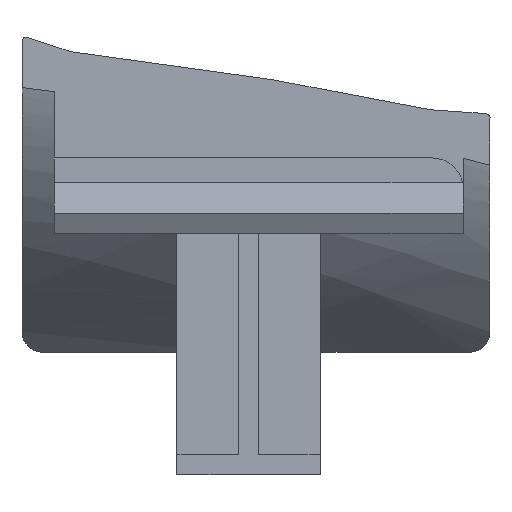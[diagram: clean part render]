
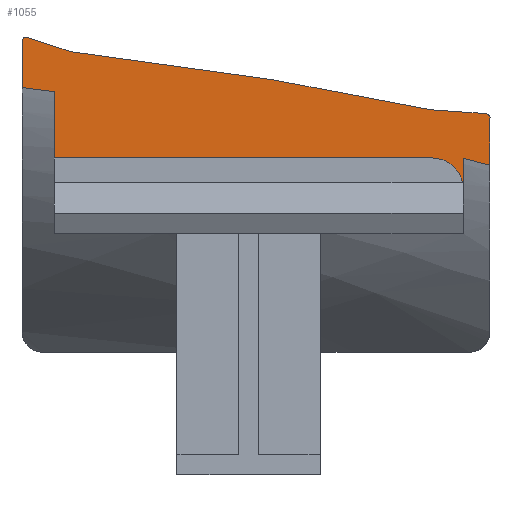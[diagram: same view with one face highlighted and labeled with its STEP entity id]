
A CAD part, front view. The second image highlights one B-rep face of the part: STEP entity #1055.
In plain terms, the highlighted planar face has unit normal (0, -1, 0).
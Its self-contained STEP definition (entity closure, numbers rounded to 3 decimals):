
#22=CIRCLE('',#1121,0.2);
#23=CIRCLE('',#1124,1.5);
#24=CIRCLE('',#1125,0.2);
#62=B_SPLINE_CURVE_WITH_KNOTS('',3,(#1810,#1811,#1812,#1813),
 .UNSPECIFIED.,.F.,.F.,(4,4),(-2.358,-2.308),
 .UNSPECIFIED.);
#63=B_SPLINE_CURVE_WITH_KNOTS('',3,(#1823,#1824,#1825,#1826,#1827,#1828),
 .UNSPECIFIED.,.F.,.F.,(4,2,4),(-3.51,-3.377,-3.367),
 .UNSPECIFIED.);
#64=B_SPLINE_CURVE_WITH_KNOTS('',3,(#1835,#1836,#1837,#1838),
 .UNSPECIFIED.,.F.,.F.,(4,4),(0.237,2.01),
 .UNSPECIFIED.);
#116=FACE_OUTER_BOUND('',#173,.T.);
#173=EDGE_LOOP('',(#799,#800,#801,#802,#803,#804,#805,#806,#807,#808,#809,
#810,#811));
#255=LINE('',#1722,#357);
#258=LINE('',#1808,#360);
#259=LINE('',#1815,#361);
#260=LINE('',#1817,#362);
#261=LINE('',#1821,#363);
#262=LINE('',#1830,#364);
#263=LINE('',#1834,#365);
#357=VECTOR('',#1241,10.);
#360=VECTOR('',#1248,10.);
#361=VECTOR('',#1249,10.);
#362=VECTOR('',#1250,10.);
#363=VECTOR('',#1253,10.);
#364=VECTOR('',#1254,10.);
#365=VECTOR('',#1257,10.);
#456=VERTEX_POINT('',#1684);
#457=VERTEX_POINT('',#1689);
#458=VERTEX_POINT('',#1711);
#462=VERTEX_POINT('',#1807);
#463=VERTEX_POINT('',#1809);
#464=VERTEX_POINT('',#1814);
#465=VERTEX_POINT('',#1816);
#466=VERTEX_POINT('',#1818);
#467=VERTEX_POINT('',#1820);
#468=VERTEX_POINT('',#1822);
#469=VERTEX_POINT('',#1829);
#470=VERTEX_POINT('',#1831);
#471=VERTEX_POINT('',#1833);
#581=EDGE_CURVE('',#457,#456,#22,.T.);
#584=EDGE_CURVE('',#458,#457,#255,.T.);
#589=EDGE_CURVE('',#456,#462,#258,.T.);
#590=EDGE_CURVE('',#463,#462,#62,.T.);
#591=EDGE_CURVE('',#464,#463,#259,.T.);
#592=EDGE_CURVE('',#464,#465,#260,.T.);
#593=EDGE_CURVE('',#466,#465,#23,.F.);
#594=EDGE_CURVE('',#466,#467,#261,.T.);
#595=EDGE_CURVE('',#468,#467,#63,.T.);
#596=EDGE_CURVE('',#468,#469,#262,.T.);
#597=EDGE_CURVE('',#469,#470,#24,.T.);
#598=EDGE_CURVE('',#470,#471,#263,.T.);
#599=EDGE_CURVE('',#458,#471,#64,.T.);
#799=ORIENTED_EDGE('',*,*,#589,.T.);
#800=ORIENTED_EDGE('',*,*,#590,.F.);
#801=ORIENTED_EDGE('',*,*,#591,.F.);
#802=ORIENTED_EDGE('',*,*,#592,.T.);
#803=ORIENTED_EDGE('',*,*,#593,.F.);
#804=ORIENTED_EDGE('',*,*,#594,.T.);
#805=ORIENTED_EDGE('',*,*,#595,.F.);
#806=ORIENTED_EDGE('',*,*,#596,.T.);
#807=ORIENTED_EDGE('',*,*,#597,.T.);
#808=ORIENTED_EDGE('',*,*,#598,.T.);
#809=ORIENTED_EDGE('',*,*,#599,.F.);
#810=ORIENTED_EDGE('',*,*,#584,.T.);
#811=ORIENTED_EDGE('',*,*,#581,.T.);
#1009=PLANE('',#1123);
#1055=ADVANCED_FACE('',(#116),#1009,.F.);
#1121=AXIS2_PLACEMENT_3D('',#1690,#1239,#1240);
#1123=AXIS2_PLACEMENT_3D('',#1806,#1246,#1247);
#1124=AXIS2_PLACEMENT_3D('',#1819,#1251,#1252);
#1125=AXIS2_PLACEMENT_3D('',#1832,#1255,#1256);
#1239=DIRECTION('center_axis',(0.,-1.,0.));
#1240=DIRECTION('ref_axis',(0.316,0.,0.949));
#1241=DIRECTION('',(-0.949,0.,0.316));
#1246=DIRECTION('center_axis',(0.,1.,0.));
#1247=DIRECTION('ref_axis',(-1.,0.,0.));
#1248=DIRECTION('',(0.,0.,-1.));
#1249=DIRECTION('',(0.,0.,1.));
#1250=DIRECTION('',(1.,0.,0.));
#1251=DIRECTION('center_axis',(0.,1.,0.));
#1252=DIRECTION('ref_axis',(0.707,0.,0.707));
#1253=DIRECTION('',(0.,0.,1.));
#1254=DIRECTION('',(0.,0.,1.));
#1255=DIRECTION('center_axis',(0.,-1.,0.));
#1256=DIRECTION('ref_axis',(1.,0.,0.));
#1257=DIRECTION('',(-0.998,0.,0.069));
#1684=CARTESIAN_POINT('',(47.418,80.,30.211));
#1689=CARTESIAN_POINT('',(47.681,80.,30.401));
#1690=CARTESIAN_POINT('Origin',(47.618,80.,30.211));
#1711=CARTESIAN_POINT('',(49.772,80.,29.704));
#1722=CARTESIAN_POINT('',(50.418,80.,29.489));
#1806=CARTESIAN_POINT('Origin',(95.341,80.,0.));
#1807=CARTESIAN_POINT('',(47.418,80.,27.944));
#1808=CARTESIAN_POINT('',(47.418,80.,0.));
#1809=CARTESIAN_POINT('',(49.,80.,27.742));
#1810=CARTESIAN_POINT('Ctrl Pts',(49.,80.,27.742));
#1811=CARTESIAN_POINT('Ctrl Pts',(48.475,80.,27.81));
#1812=CARTESIAN_POINT('Ctrl Pts',(47.947,80.,27.877));
#1813=CARTESIAN_POINT('Ctrl Pts',(47.418,80.,27.944));
#1814=CARTESIAN_POINT('',(49.,80.,24.5));
#1815=CARTESIAN_POINT('',(49.,80.,24.));
#1816=CARTESIAN_POINT('',(67.5,80.,24.5));
#1817=CARTESIAN_POINT('',(82.171,80.,24.5));
#1818=CARTESIAN_POINT('',(69.,80.,23.));
#1819=CARTESIAN_POINT('Origin',(67.5,80.,23.));
#1820=CARTESIAN_POINT('',(69.,80.,24.488));
#1821=CARTESIAN_POINT('',(69.,80.,12.));
#1822=CARTESIAN_POINT('',(70.314,80.,24.145));
#1823=CARTESIAN_POINT('Ctrl Pts',(70.314,80.,24.145));
#1824=CARTESIAN_POINT('Ctrl Pts',(69.912,80.,24.255));
#1825=CARTESIAN_POINT('Ctrl Pts',(69.504,80.,24.362));
#1826=CARTESIAN_POINT('Ctrl Pts',(69.061,80.,24.473));
#1827=CARTESIAN_POINT('Ctrl Pts',(69.031,80.,24.48));
#1828=CARTESIAN_POINT('Ctrl Pts',(69.,80.,24.488));
#1829=CARTESIAN_POINT('',(70.314,80.,26.471));
#1830=CARTESIAN_POINT('',(70.314,80.,0.));
#1831=CARTESIAN_POINT('',(70.128,80.,26.671));
#1832=CARTESIAN_POINT('Origin',(70.114,80.,26.471));
#1833=CARTESIAN_POINT('',(67.398,80.,26.861));
#1834=CARTESIAN_POINT('',(70.128,80.,26.671));
#1835=CARTESIAN_POINT('Ctrl Pts',(49.772,80.,29.704));
#1836=CARTESIAN_POINT('Ctrl Pts',(55.672,80.,28.979));
#1837=CARTESIAN_POINT('Ctrl Pts',(61.669,80.,28.15));
#1838=CARTESIAN_POINT('Ctrl Pts',(67.398,80.,26.861));
